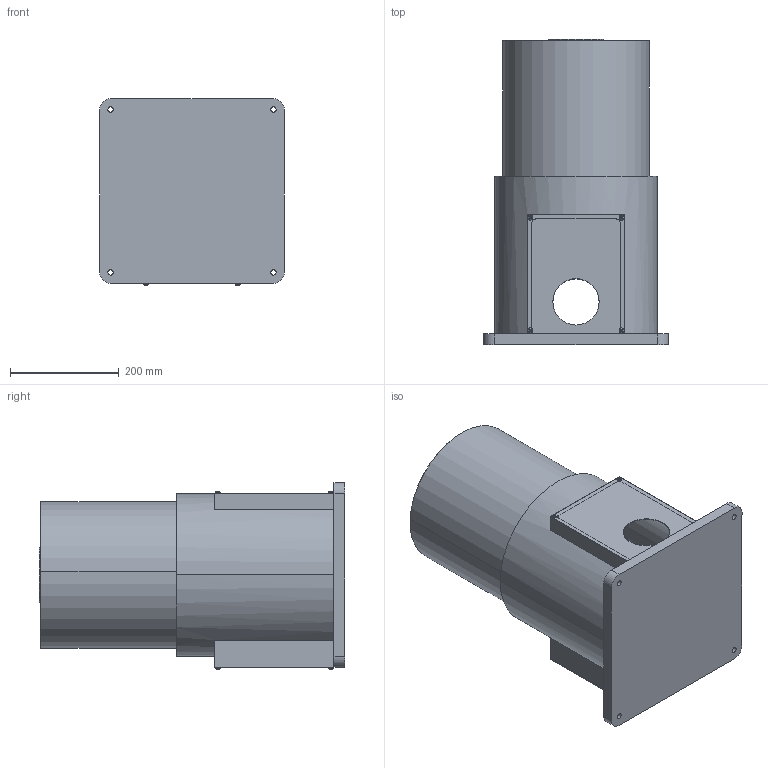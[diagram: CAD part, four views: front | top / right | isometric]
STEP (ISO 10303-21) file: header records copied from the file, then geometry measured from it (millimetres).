
FILE_DESCRIPTION (( 'STEP AP203' ), '1' );
FILE_NAME ('K0.STEP', '2024-07-05T02:16:23', ( '' ), ( '' ), 'SwSTEP 2.0', 'SolidWorks 2020', '' );
FILE_SCHEMA (( 'CONFIG_CONTROL_DESIGN' ));
Length unit declared in the file: millimetre
Products named in the file (17): K0; socket button head screw_iso_ISO 7380 - M5 x 10 - 10N; [K0]?p_th滱.stp; hex flange nut gradea_iso_ISO - 4161 - M6 - N; socket head cap screw_iso_ISO 4762 M6 x 55 - 24N; [K0]O_lan; socket countersunk head screw_iso_ISO 10642 - M5 x 8 - 8N; [K0]N?p_d漧_di?n.stp; [K0]Hop_giam_toc; hex flange nut gradea_iso_ISO - 4161 - M10 - N; [K1]ﾐ?ng_co.stp; [K0]Truc; [K0]Than_tru; [K0]De; socket head cap screw_iso_ISO 4762 M10 x 55 - 32N; socket head cap screw_iso_ISO 4762 M6 x 30 - 30N; [K0]N?p.stp
Assembly tree (51 placements, depth 2):
  K0
    [K0]De
    [K0]N?p.stp
    [K0]N?p_d漧_di?n.stp  x2
    [K1]ﾐ?ng_co.stp
    [K0]Than_tru
    socket button head screw_iso_ISO 7380 - M5 x 10 - 10N  x9
    socket head cap screw_iso_ISO 4762 M10 x 55 - 32N  x4
    hex flange nut gradea_iso_ISO - 4161 - M10 - N  x4
    [K0]Truc
    [K0]O_lan
    [K0]Hop_giam_toc
    socket head cap screw_iso_ISO 4762 M6 x 55 - 24N  x8
    hex flange nut gradea_iso_ISO - 4161 - M6 - N  x8
    socket head cap screw_iso_ISO 4762 M6 x 30 - 30N  x4
    socket countersunk head screw_iso_ISO 10642 - M5 x 8 - 8N  x3
    [K0]?p_th滱.stp  x2
Bounding box: 340 x 563 x 343.75 mm (x, y, z)
Volume: 11115210.8 mm3; surface area: 1993073.6 mm2
Topology: 51 solids, 51 shells, 1587 faces, 3660 edges, 2196 vertices
Faces by surface type: plane 721, cylinder 398, cone 266, torus 112, bspline 72, sphere 18
Entity records: 22460 total; most frequent: CARTESIAN_POINT 4087, DIRECTION 3437, ORIENTED_EDGE 3100, EDGE_CURVE 1550, AXIS2_PLACEMENT_3D 1295, VERTEX_POINT 989, VECTOR 847, LINE 847
